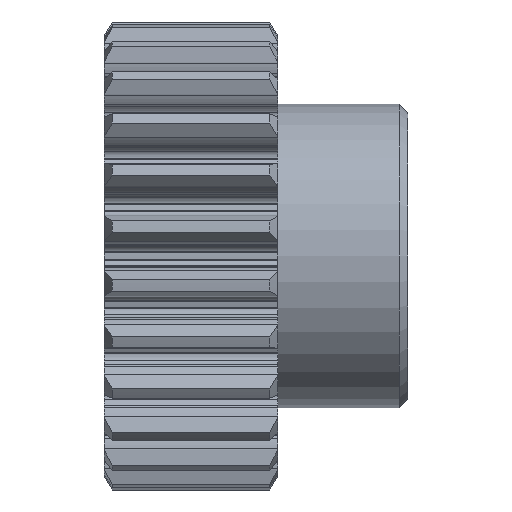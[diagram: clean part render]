
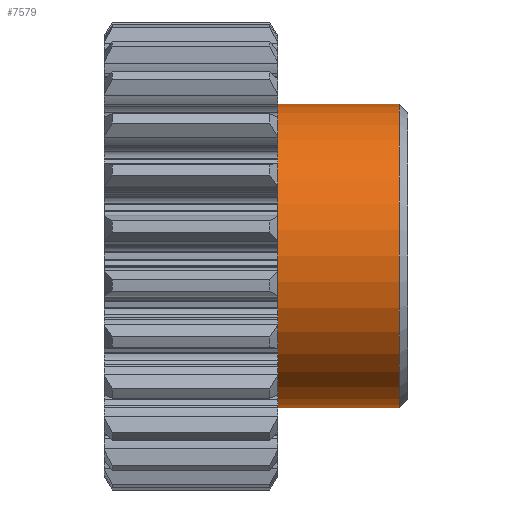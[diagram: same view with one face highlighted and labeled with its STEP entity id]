
A CAD part, front view. The second image highlights one B-rep face of the part: STEP entity #7579.
In plain terms, the highlighted cylindrical face has radius 17.5 mm (diameter 35 mm), a full revolution.
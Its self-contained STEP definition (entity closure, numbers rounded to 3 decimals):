
#34=VECTOR('',#10738,1.);
#404=LINE('',#13895,#34);
#774=CYLINDRICAL_SURFACE('',#8754,17.5);
#1807=VERTEX_POINT('',#13228);
#2127=VERTEX_POINT('',#13896);
#2128=VERTEX_POINT('',#13898);
#2558=CIRCLE('',#8423,17.5);
#2887=CIRCLE('',#8755,17.5);
#3429=EDGE_CURVE('',#1807,#1807,#2558,.T.);
#3775=EDGE_CURVE('',#2127,#1807,#404,.T.);
#3776=EDGE_CURVE('',#2128,#2127,#2887,.T.);
#3777=EDGE_CURVE('',#2127,#2128,#2887,.T.);
#5086=ORIENTED_EDGE('',*,*,#3775,.T.);
#5087=ORIENTED_EDGE('',*,*,#3429,.T.);
#5088=ORIENTED_EDGE('',*,*,#3775,.F.);
#5089=ORIENTED_EDGE('',*,*,#3776,.F.);
#5090=ORIENTED_EDGE('',*,*,#3777,.F.);
#6729=EDGE_LOOP('',(#5086,#5087,#5088,#5089,#5090));
#7155=FACE_BOUND('',#6729,.T.);
#7579=ADVANCED_FACE('',(#7155),#774,.T.);
#8423=AXIS2_PLACEMENT_3D('',#13227,#10074,#10075);
#8754=AXIS2_PLACEMENT_3D('',#13894,#10736,#10737);
#8755=AXIS2_PLACEMENT_3D('',#13897,#10739,#10740);
#10074=DIRECTION('',(1.,0.,0.));
#10075=DIRECTION('',(0.,0.,-17.5));
#10736=DIRECTION('',(1.,0.,0.));
#10737=DIRECTION('',(0.,0.,-17.5));
#10738=DIRECTION('',(-1.,0.,0.));
#10739=DIRECTION('',(1.,0.,0.));
#10740=DIRECTION('',(0.,0.,-17.5));
#13227=CARTESIAN_POINT('',(20.,0.,0.));
#13228=CARTESIAN_POINT('',(20.,0.,-17.5));
#13894=CARTESIAN_POINT('',(35.,0.,0.));
#13895=CARTESIAN_POINT('',(19.,0.,-17.5));
#13896=CARTESIAN_POINT('',(34.,0.,-17.5));
#13897=CARTESIAN_POINT('',(34.,0.,0.));
#13898=CARTESIAN_POINT('',(34.,0.,17.5));
